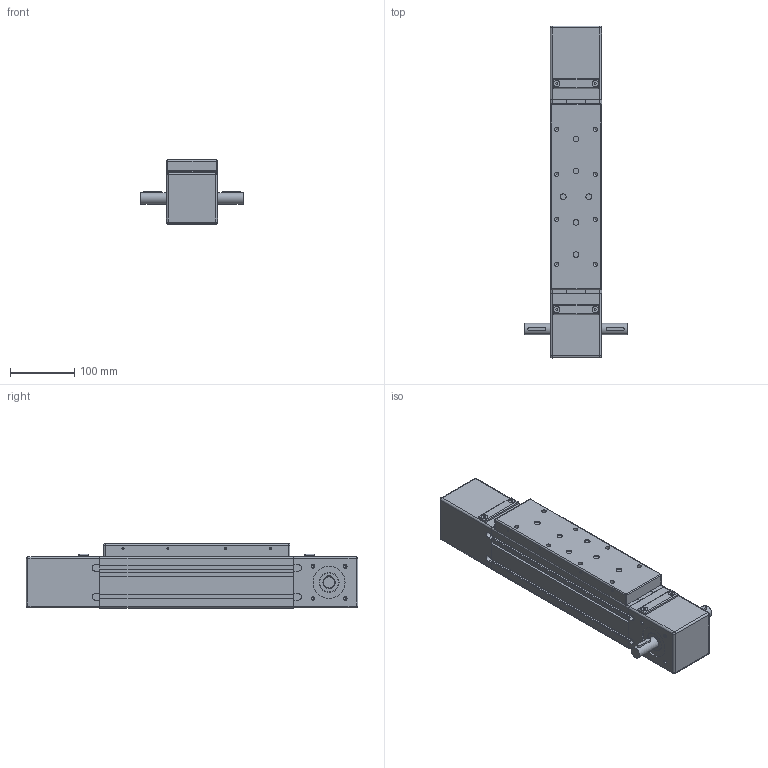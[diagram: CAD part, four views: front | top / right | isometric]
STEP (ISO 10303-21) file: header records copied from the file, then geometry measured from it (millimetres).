
FILE_DESCRIPTION((''),'2;1');
FILE_NAME('MTJ MRJ 80 L TIP 2 ASM.stp','2011-05-23T10:49:46',('Matej'),(''),'Autodesk Inventor 2011','Autodesk Inventor 2011','');
FILE_SCHEMA(('AUTOMOTIVE_DESIGN { 1 0 10303 214 1 1 1 1 }'));
Length unit declared in the file: millimetre
Products named in the file (6): MTJ MRJ 80 L TIP 2 ASM; MTJ MRJ 80 L TIP 2; PROFIL MTJ IN MRJ 80 L; NAPENJALNI DEL MTJ IN MRJ 80; POGONSKI DEL MTJ IN MRJ 80 TIP 2; VOZIČEK MTJ IN MRJ 80 L
Assembly tree (5 placements, depth 3):
  MTJ MRJ 80 L TIP 2 ASM
    MTJ MRJ 80 L TIP 2
      PROFIL MTJ IN MRJ 80 L
      NAPENJALNI DEL MTJ IN MRJ 80
      POGONSKI DEL MTJ IN MRJ 80 TIP 2
      VOZIČEK MTJ IN MRJ 80 L
Bounding box: 160 x 517 x 100 mm (x, y, z)
Volume: 3554949.3 mm3; surface area: 356539.2 mm2
Topology: 4 solids, 13 shells, 471 faces, 1179 edges, 748 vertices
Faces by surface type: plane 217, cylinder 178, cone 57, sphere 12, torus 7
Full cylindrical faces by diameter (mm): 1 x1, 3.242 x8, 4.134 x4, 4.917 x8, 5 x2, 5.2 x2, 6 x3, 6.647 x8, 8 x1, 9 x6, 10 x4, 15 x6, 18 x2, 30 x2, 31 x2, 50 x2
Entity records: 13497 total; most frequent: CARTESIAN_POINT 2483, DIRECTION 2280, ORIENTED_EDGE 2004, EDGE_CURVE 1002, AXIS2_PLACEMENT_3D 844, VERTEX_POINT 699, EDGE_LOOP 621, VECTOR 592
